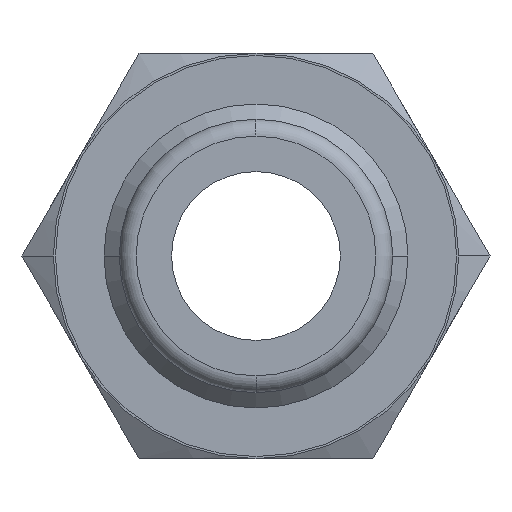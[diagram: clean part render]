
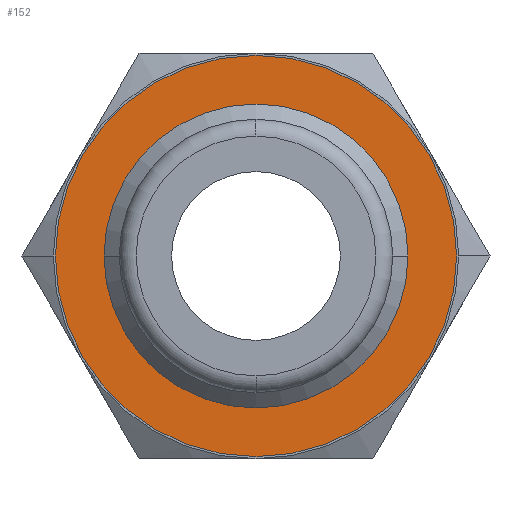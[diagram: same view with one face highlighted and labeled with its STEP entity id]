
A CAD part, front view. The second image highlights one B-rep face of the part: STEP entity #152.
In plain terms, the highlighted planar face has unit normal (0, -1, 0).
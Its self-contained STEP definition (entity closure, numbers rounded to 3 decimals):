
#152=ADVANCED_FACE('',(#322,#323),#324,.T.);
#322=FACE_OUTER_BOUND('',#503,.T.);
#323=FACE_BOUND('',#504,.T.);
#324=PLANE('',#505);
#503=EDGE_LOOP('',(#867,#868));
#504=EDGE_LOOP('',(#869,#870));
#505=AXIS2_PLACEMENT_3D('',#871,#872,#873);
#867=ORIENTED_EDGE('',*,*,#1171,.T.);
#868=ORIENTED_EDGE('',*,*,#1126,.T.);
#869=ORIENTED_EDGE('',*,*,#1166,.F.);
#870=ORIENTED_EDGE('',*,*,#1150,.F.);
#871=CARTESIAN_POINT('',(0.0,14.0,0.0));
#872=DIRECTION('',(0.0,-1.0,0.0));
#873=DIRECTION('',(-1.0,0.0,0.0));
#1126=EDGE_CURVE('',#1361,#1359,#1362,.T.);
#1150=EDGE_CURVE('',#1390,#1392,#1393,.T.);
#1166=EDGE_CURVE('',#1392,#1390,#1410,.T.);
#1171=EDGE_CURVE('',#1359,#1361,#1415,.T.);
#1359=VERTEX_POINT('',#1753);
#1361=VERTEX_POINT('',#1756);
#1362=CIRCLE('',#1757,5.94);
#1390=VERTEX_POINT('',#1855);
#1392=VERTEX_POINT('',#1858);
#1393=CIRCLE('',#1859,4.5);
#1410=CIRCLE('',#1915,4.5);
#1415=CIRCLE('',#1932,5.94);
#1753=CARTESIAN_POINT('',(5.94,14.0,0.0));
#1756=CARTESIAN_POINT('',(-5.94,14.0,0.));
#1757=AXIS2_PLACEMENT_3D('',#2149,#2150,#2151);
#1855=CARTESIAN_POINT('',(4.5,14.0,0.));
#1858=CARTESIAN_POINT('',(-4.5,14.0,0.));
#1859=AXIS2_PLACEMENT_3D('',#2169,#2170,#2171);
#1915=AXIS2_PLACEMENT_3D('',#2181,#2182,#2183);
#1932=AXIS2_PLACEMENT_3D('',#2185,#2186,#2187);
#2149=CARTESIAN_POINT('',(0.0,14.0,0.0));
#2150=DIRECTION('',(0.0,-1.0,0.0));
#2151=DIRECTION('',(1.0,0.0,0.0));
#2169=CARTESIAN_POINT('',(0.0,14.0,0.0));
#2170=DIRECTION('',(0.0,-1.0,0.0));
#2171=DIRECTION('',(1.0,0.0,0.0));
#2181=CARTESIAN_POINT('',(0.0,14.0,0.0));
#2182=DIRECTION('',(0.0,-1.0,0.0));
#2183=DIRECTION('',(1.0,0.0,0.0));
#2185=CARTESIAN_POINT('',(0.0,14.0,0.0));
#2186=DIRECTION('',(0.0,-1.0,0.0));
#2187=DIRECTION('',(1.0,0.0,0.0));
